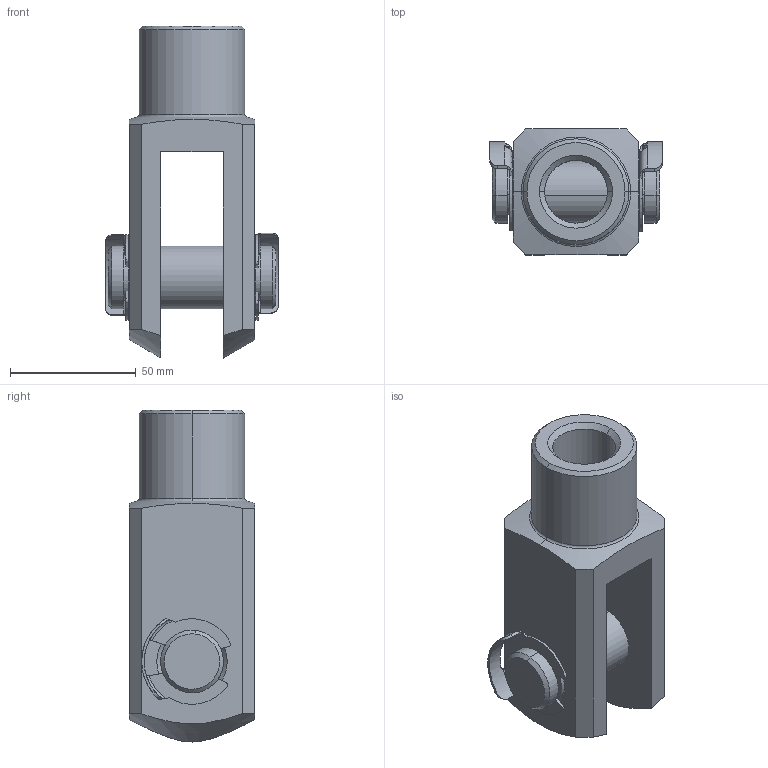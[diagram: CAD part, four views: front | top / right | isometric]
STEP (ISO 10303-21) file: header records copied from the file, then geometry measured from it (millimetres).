
FILE_DESCRIPTION (( 'STEP AP214' ), '1' );
FILE_NAME ('125 ÇB-RC.STEP', '2010-08-09T07:20:46', ( '' ), ( '' ), 'SwSTEP 2.0', 'SolidWorks 2010', '' );
FILE_SCHEMA (( 'AUTOMOTIVE_DESIGN' ));
Length unit declared in the file: millimetre
Products named in the file (4): 125    ÇATAL BAÐ. (RC); 125  荁  P軲輄Varsay齦an; 125  KLÝPS; 125  オ-RC
Assembly tree (4 placements, depth 2):
  125  オ-RC
    125  KLÝPS  x2
    125  荁  P軲輄Varsay齦an
    125    ÇATAL BAÐ. (RC)
Bounding box: 68.7 x 50 x 132 mm (x, y, z)
Volume: 170053 mm3; surface area: 43155.8 mm2
Topology: 4 solids, 4 shells, 128 faces, 319 edges, 202 vertices
Faces by surface type: cylinder 58, plane 43, cone 17, torus 10
Entity records: 3203 total; most frequent: CARTESIAN_POINT 858, DIRECTION 473, ORIENTED_EDGE 446, EDGE_CURVE 223, AXIS2_PLACEMENT_3D 191, VERTEX_POINT 140, EDGE_LOOP 101, ADVANCED_FACE 92
